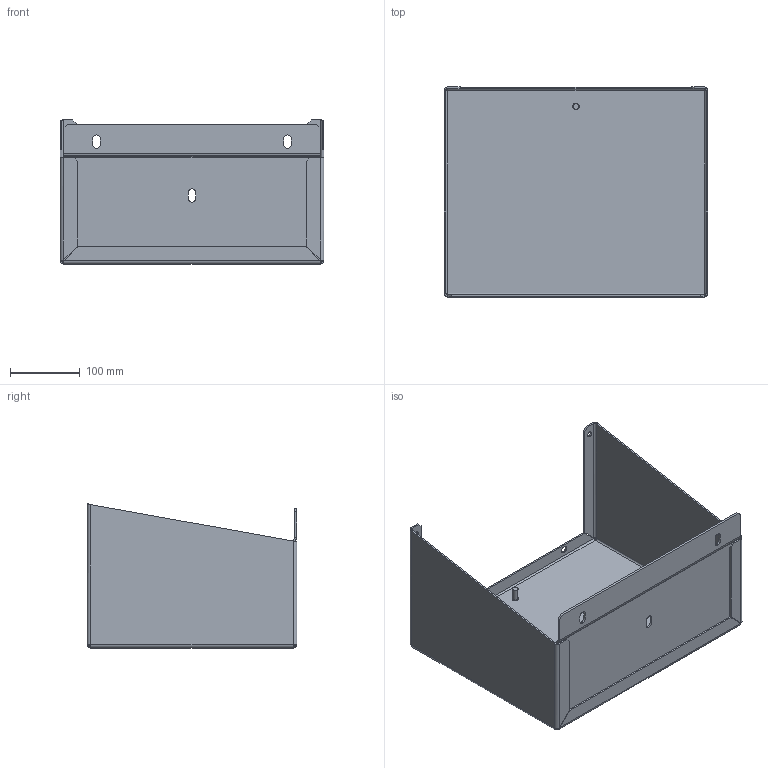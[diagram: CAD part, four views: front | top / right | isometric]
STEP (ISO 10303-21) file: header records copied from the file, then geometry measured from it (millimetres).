
FILE_DESCRIPTION(('STEP AP242'),'1');
FILE_NAME('nsywmk43.stp','2020-02-18T10:56:58',('TraceParts'),('TraceParts S.A.'),'Spatial InterOp 3D',' ',' ');
FILE_SCHEMA(('AP242_MANAGED_MODEL_BASED_3D_ENGINEERING_MIM_LF {1 0 10303 442 1 1 4}'));
Length unit declared in the file: millimetre
Products named in the file (1): nsywmk43_1
Bounding box: 377 x 300 x 206 mm (x, y, z)
Volume: 825088.9 mm3; surface area: 641160.7 mm2
Topology: 3 solids, 3 shells, 142 faces, 324 edges, 187 vertices
Faces by surface type: plane 82, cylinder 38, bspline 12, torus 8, cone 2
Entity records: 4311 total; most frequent: CARTESIAN_POINT 1126, DIRECTION 654, ORIENTED_EDGE 644, EDGE_CURVE 322, AXIS2_PLACEMENT_3D 223, LINE 208, VECTOR 208, VERTEX_POINT 187
